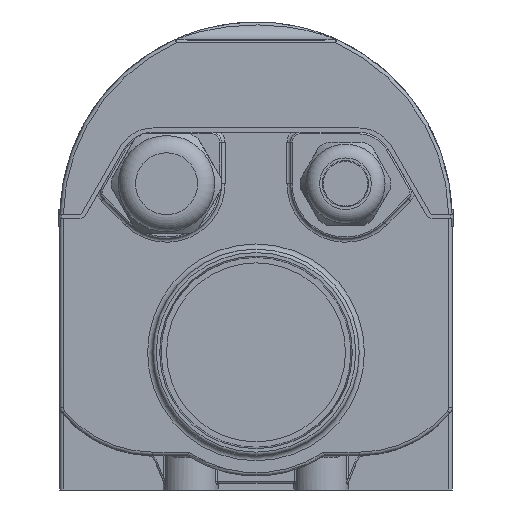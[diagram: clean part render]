
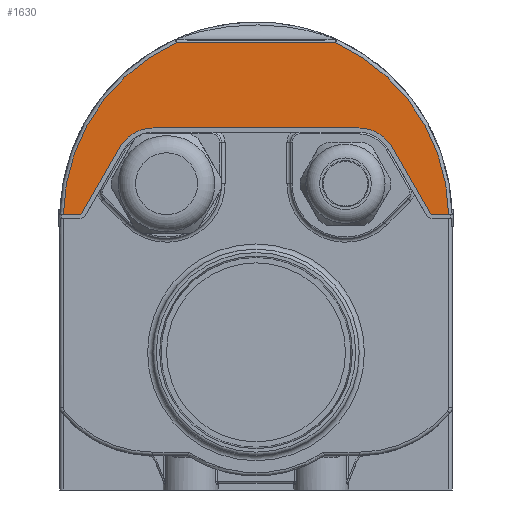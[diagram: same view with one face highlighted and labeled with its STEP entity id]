
A CAD part, left-side view. The second image highlights one B-rep face of the part: STEP entity #1630.
In plain terms, the highlighted planar face has unit normal (-1, 0, 0).
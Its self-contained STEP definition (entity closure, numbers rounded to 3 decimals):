
#1630 = ADVANCED_FACE( '', ( #4365 ), #4366, .T. );
#4365 = FACE_OUTER_BOUND( '', #9811, .T. );
#4366 = PLANE( '', #9812 );
#9811 = EDGE_LOOP( '', ( #26364, #26365, #26366, #26367, #26368, #26369, #26370, #26371, #26372, #26373, #26374, #26375 ) );
#9812 = AXIS2_PLACEMENT_3D( '', #26376, #26377, #26378 );
#26364 = ORIENTED_EDGE( '', *, *, #36905, .F. );
#26365 = ORIENTED_EDGE( '', *, *, #36906, .F. );
#26366 = ORIENTED_EDGE( '', *, *, #36907, .F. );
#26367 = ORIENTED_EDGE( '', *, *, #36018, .F. );
#26368 = ORIENTED_EDGE( '', *, *, #36908, .F. );
#26369 = ORIENTED_EDGE( '', *, *, #36909, .F. );
#26370 = ORIENTED_EDGE( '', *, *, #36910, .F. );
#26371 = ORIENTED_EDGE( '', *, *, #36911, .F. );
#26372 = ORIENTED_EDGE( '', *, *, #36912, .F. );
#26373 = ORIENTED_EDGE( '', *, *, #36913, .F. );
#26374 = ORIENTED_EDGE( '', *, *, #36914, .F. );
#26375 = ORIENTED_EDGE( '', *, *, #36915, .F. );
#26376 = CARTESIAN_POINT( '', ( -165.5, 0., 0. ) );
#26377 = DIRECTION( '', ( -1., 0., 0. ) );
#26378 = DIRECTION( '', ( 0., 0., 1. ) );
#36018 = EDGE_CURVE( '', #40509, #40511, #40512, .T. );
#36905 = EDGE_CURVE( '', #40399, #42076, #42077, .T. );
#36906 = EDGE_CURVE( '', #42078, #40399, #42079, .T. );
#36907 = EDGE_CURVE( '', #40511, #42078, #42080, .T. );
#36908 = EDGE_CURVE( '', #42081, #40509, #42082, .T. );
#36909 = EDGE_CURVE( '', #42083, #42081, #42084, .T. );
#36910 = EDGE_CURVE( '', #42085, #42083, #42086, .T. );
#36911 = EDGE_CURVE( '', #42087, #42085, #42088, .T. );
#36912 = EDGE_CURVE( '', #42089, #42087, #42090, .T. );
#36913 = EDGE_CURVE( '', #42091, #42089, #42092, .T. );
#36914 = EDGE_CURVE( '', #42093, #42091, #42094, .T. );
#36915 = EDGE_CURVE( '', #42076, #42093, #42095, .T. );
#40399 = VERTEX_POINT( '', #46841 );
#40509 = VERTEX_POINT( '', #47114 );
#40511 = VERTEX_POINT( '', #47117 );
#40512 = CIRCLE( '', #47118, 1. );
#42076 = VERTEX_POINT( '', #50344 );
#42077 = LINE( '', #50345, #50346 );
#42078 = VERTEX_POINT( '', #50347 );
#42079 = CIRCLE( '', #50348, 56. );
#42080 = LINE( '', #50349, #50350 );
#42081 = VERTEX_POINT( '', #50351 );
#42082 = LINE( '', #50352, #50353 );
#42083 = VERTEX_POINT( '', #50354 );
#42084 = CIRCLE( '', #50355, 11. );
#42085 = VERTEX_POINT( '', #50356 );
#42086 = LINE( '', #50357, #50358 );
#42087 = VERTEX_POINT( '', #50359 );
#42088 = CIRCLE( '', #50360, 11. );
#42089 = VERTEX_POINT( '', #50361 );
#42090 = LINE( '', #50362, #50363 );
#42091 = VERTEX_POINT( '', #50364 );
#42092 = CIRCLE( '', #50365, 1. );
#42093 = VERTEX_POINT( '', #50366 );
#42094 = LINE( '', #50367, #50368 );
#42095 = CIRCLE( '', #50369, 56. );
#46841 = CARTESIAN_POINT( '', ( -165.5, 23.13, 51. ) );
#47114 = CARTESIAN_POINT( '', ( -165.5, 50.539, 1.5 ) );
#47117 = CARTESIAN_POINT( '', ( -165.5, 51.405, 1. ) );
#47118 = AXIS2_PLACEMENT_3D( '', #60948, #60949, #60950 );
#50344 = CARTESIAN_POINT( '', ( -165.5, -23.13, 51. ) );
#50345 = CARTESIAN_POINT( '', ( -165.5, 23.13, 51. ) );
#50346 = VECTOR( '', #62122, 1000. );
#50347 = CARTESIAN_POINT( '', ( -165.5, 55.991, 1. ) );
#50348 = AXIS2_PLACEMENT_3D( '', #62123, #62124, #62125 );
#50349 = CARTESIAN_POINT( '', ( -165.5, 51.405, 1. ) );
#50350 = VECTOR( '', #62126, 1000. );
#50351 = CARTESIAN_POINT( '', ( -165.5, 39.454, 20.7 ) );
#50352 = CARTESIAN_POINT( '', ( -165.5, 39.454, 20.7 ) );
#50353 = VECTOR( '', #62127, 1000. );
#50354 = CARTESIAN_POINT( '', ( -165.5, 29.927, 26.2 ) );
#50355 = AXIS2_PLACEMENT_3D( '', #62128, #62129, #62130 );
#50356 = CARTESIAN_POINT( '', ( -165.5, -29.927, 26.2 ) );
#50357 = CARTESIAN_POINT( '', ( -165.5, -29.927, 26.2 ) );
#50358 = VECTOR( '', #62131, 1000. );
#50359 = CARTESIAN_POINT( '', ( -165.5, -39.454, 20.7 ) );
#50360 = AXIS2_PLACEMENT_3D( '', #62132, #62133, #62134 );
#50361 = CARTESIAN_POINT( '', ( -165.5, -50.539, 1.5 ) );
#50362 = CARTESIAN_POINT( '', ( -165.5, -50.539, 1.5 ) );
#50363 = VECTOR( '', #62135, 1000. );
#50364 = CARTESIAN_POINT( '', ( -165.5, -51.405, 1. ) );
#50365 = AXIS2_PLACEMENT_3D( '', #62136, #62137, #62138 );
#50366 = CARTESIAN_POINT( '', ( -165.5, -55.991, 1. ) );
#50367 = CARTESIAN_POINT( '', ( -165.5, -55.991, 1. ) );
#50368 = VECTOR( '', #62139, 1000. );
#50369 = AXIS2_PLACEMENT_3D( '', #62140, #62141, #62142 );
#60948 = CARTESIAN_POINT( '', ( -165.5, 51.405, 2. ) );
#60949 = DIRECTION( '', ( 1., 0., 0. ) );
#60950 = DIRECTION( '', ( 0., -0.866, -0.5 ) );
#62122 = DIRECTION( '', ( 0., -1., 0. ) );
#62123 = CARTESIAN_POINT( '', ( -165.5, 0., 0. ) );
#62124 = DIRECTION( '', ( 1., 0., 0. ) );
#62125 = DIRECTION( '', ( 0., 1., 0.018 ) );
#62126 = DIRECTION( '', ( 0., 1., 0. ) );
#62127 = DIRECTION( '', ( 0., 0.5, -0.866 ) );
#62128 = CARTESIAN_POINT( '', ( -165.5, 29.927, 15.2 ) );
#62129 = DIRECTION( '', ( -1., 0., 0. ) );
#62130 = DIRECTION( '', ( 0., 0., 1. ) );
#62131 = DIRECTION( '', ( 0., 1., 0. ) );
#62132 = CARTESIAN_POINT( '', ( -165.5, -29.927, 15.2 ) );
#62133 = DIRECTION( '', ( -1., 0., 0. ) );
#62134 = DIRECTION( '', ( 0., -0.866, 0.5 ) );
#62135 = DIRECTION( '', ( 0., 0.5, 0.866 ) );
#62136 = CARTESIAN_POINT( '', ( -165.5, -51.405, 2. ) );
#62137 = DIRECTION( '', ( 1., 0., 0. ) );
#62138 = DIRECTION( '', ( 0., 0., -1. ) );
#62139 = DIRECTION( '', ( 0., 1., 0. ) );
#62140 = CARTESIAN_POINT( '', ( -165.5, 0., 0. ) );
#62141 = DIRECTION( '', ( 1., 0., 0. ) );
#62142 = DIRECTION( '', ( 0., -0.413, 0.911 ) );
